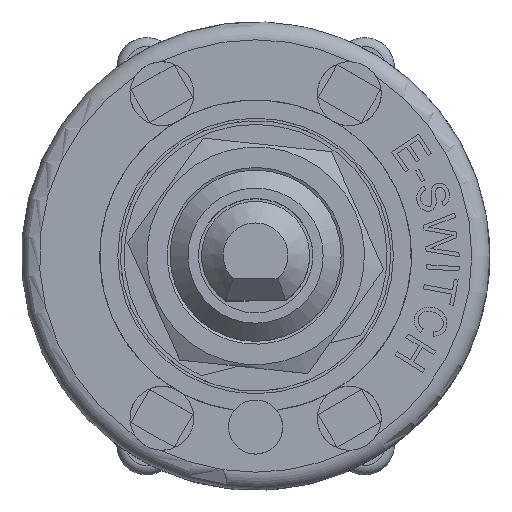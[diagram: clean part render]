
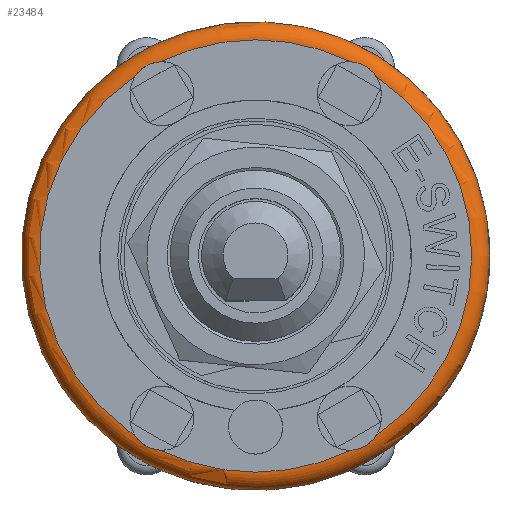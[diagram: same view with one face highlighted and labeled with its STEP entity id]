
A CAD part, top view. The second image highlights one B-rep face of the part: STEP entity #23484.
In plain terms, the highlighted toroidal (fillet/blend) face has major radius 12 mm and minor radius 1 mm.
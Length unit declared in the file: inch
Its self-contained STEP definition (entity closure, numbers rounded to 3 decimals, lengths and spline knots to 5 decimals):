
#22834=CARTESIAN_POINT('',(0.51181,0.0,0.37402));
#22835=VERTEX_POINT('',#22834);
#22836=CARTESIAN_POINT('',(0.0,0.0,0.37402));
#22837=DIRECTION('',(0.0,0.0,1.0));
#22838=DIRECTION('',(-1.0,0.0,0.0));
#22839=AXIS2_PLACEMENT_3D('',#22836,#22837,#22838);
#22840=CIRCLE('',#22839,0.51181);
#22841=EDGE_CURVE('',#22835,#22835,#22840,.T.);
#23084=CARTESIAN_POINT('',(-0.26379,0.39194,0.41339));
#23085=VERTEX_POINT('',#23084);
#23094=CARTESIAN_POINT('',(-0.20753,0.42442,0.41339));
#23095=VERTEX_POINT('',#23094);
#23103=CARTESIAN_POINT('',(-0.26379,0.39194,0.41339));
#23104=CARTESIAN_POINT('',(-0.26063,0.39693,0.41339));
#23105=CARTESIAN_POINT('',(-0.25684,0.40153,0.41318));
#23106=CARTESIAN_POINT('',(-0.25019,0.40776,0.41294));
#23107=CARTESIAN_POINT('',(-0.24774,0.40975,0.41287));
#23108=CARTESIAN_POINT('',(-0.24411,0.41233,0.41281));
#23109=CARTESIAN_POINT('',(-0.24303,0.41306,0.41279));
#23110=CARTESIAN_POINT('',(-0.24115,0.41424,0.41278));
#23111=CARTESIAN_POINT('',(-0.24035,0.41472,0.41278));
#23112=CARTESIAN_POINT('',(-0.23874,0.41565,0.41278));
#23113=CARTESIAN_POINT('',(-0.23791,0.4161,0.41278));
#23114=CARTESIAN_POINT('',(-0.23586,0.41717,0.4128));
#23115=CARTESIAN_POINT('',(-0.23462,0.41777,0.41281));
#23116=CARTESIAN_POINT('',(-0.23029,0.41972,0.41288));
#23117=CARTESIAN_POINT('',(-0.22713,0.42087,0.41296));
#23118=CARTESIAN_POINT('',(-0.2184,0.42336,0.41321));
#23119=CARTESIAN_POINT('',(-0.2129,0.4242,0.41339));
#23120=CARTESIAN_POINT('',(-0.20753,0.42442,0.41339));
#23121=B_SPLINE_CURVE_WITH_KNOTS('',3,(#23103,#23104,#23105,#23106,#23107,#23108,#23109,#23110,#23111,#23112,#23113,#23114,#23115,#23116,#23117,#23118,#23119,#23120),.UNSPECIFIED.,.F.,.U.,(4,2,2,2,2,2,2,2,4),(-0.30321,-0.28459,-0.27477,-0.27072,-0.26786,-0.26495,-0.2607,-0.25033,-0.23279),.UNSPECIFIED.);
#23122=EDGE_CURVE('',#23085,#23095,#23121,.T.);
#23158=CARTESIAN_POINT('',(-0.26379,-0.39194,0.41339));
#23159=VERTEX_POINT('',#23158);
#23169=CARTESIAN_POINT('',(-0.20753,-0.42442,0.41339));
#23170=VERTEX_POINT('',#23169);
#23171=CARTESIAN_POINT('',(-0.20753,-0.42442,0.41339));
#23172=CARTESIAN_POINT('',(-0.21344,-0.42418,0.41339));
#23173=CARTESIAN_POINT('',(-0.21932,-0.42319,0.41318));
#23174=CARTESIAN_POINT('',(-0.22803,-0.42055,0.41294));
#23175=CARTESIAN_POINT('',(-0.23098,-0.41943,0.41287));
#23176=CARTESIAN_POINT('',(-0.23503,-0.41757,0.41281));
#23177=CARTESIAN_POINT('',(-0.2362,-0.417,0.41279));
#23178=CARTESIAN_POINT('',(-0.23817,-0.41596,0.41278));
#23179=CARTESIAN_POINT('',(-0.23898,-0.41551,0.41278));
#23180=CARTESIAN_POINT('',(-0.24059,-0.41458,0.41278));
#23181=CARTESIAN_POINT('',(-0.2414,-0.41409,0.41278));
#23182=CARTESIAN_POINT('',(-0.24335,-0.41285,0.4128));
#23183=CARTESIAN_POINT('',(-0.24449,-0.41207,0.41281));
#23184=CARTESIAN_POINT('',(-0.24834,-0.4093,0.41288));
#23185=CARTESIAN_POINT('',(-0.25092,-0.40713,0.41296));
#23186=CARTESIAN_POINT('',(-0.25744,-0.40082,0.41321));
#23187=CARTESIAN_POINT('',(-0.26092,-0.39648,0.41339));
#23188=CARTESIAN_POINT('',(-0.26379,-0.39194,0.41339));
#23189=B_SPLINE_CURVE_WITH_KNOTS('',3,(#23171,#23172,#23173,#23174,#23175,#23176,#23177,#23178,#23179,#23180,#23181,#23182,#23183,#23184,#23185,#23186,#23187,#23188),.UNSPECIFIED.,.F.,.U.,(4,2,2,2,2,2,2,2,4),(-0.30321,-0.28459,-0.27477,-0.27072,-0.26786,-0.26495,-0.2607,-0.25033,-0.23279),.UNSPECIFIED.);
#23190=EDGE_CURVE('',#23170,#23159,#23189,.T.);
#23258=CARTESIAN_POINT('',(0.20753,-0.42442,0.41339));
#23259=VERTEX_POINT('',#23258);
#23269=CARTESIAN_POINT('',(0.26379,-0.39194,0.41339));
#23270=VERTEX_POINT('',#23269);
#23271=CARTESIAN_POINT('',(0.26379,-0.39194,0.41339));
#23272=CARTESIAN_POINT('',(0.26063,-0.39693,0.41339));
#23273=CARTESIAN_POINT('',(0.25684,-0.40153,0.41318));
#23274=CARTESIAN_POINT('',(0.25019,-0.40776,0.41294));
#23275=CARTESIAN_POINT('',(0.24774,-0.40975,0.41287));
#23276=CARTESIAN_POINT('',(0.24411,-0.41233,0.41281));
#23277=CARTESIAN_POINT('',(0.24303,-0.41306,0.41279));
#23278=CARTESIAN_POINT('',(0.24115,-0.41424,0.41278));
#23279=CARTESIAN_POINT('',(0.24035,-0.41472,0.41278));
#23280=CARTESIAN_POINT('',(0.23874,-0.41565,0.41278));
#23281=CARTESIAN_POINT('',(0.23791,-0.4161,0.41278));
#23282=CARTESIAN_POINT('',(0.23586,-0.41717,0.4128));
#23283=CARTESIAN_POINT('',(0.23462,-0.41777,0.41281));
#23284=CARTESIAN_POINT('',(0.23029,-0.41972,0.41288));
#23285=CARTESIAN_POINT('',(0.22713,-0.42087,0.41296));
#23286=CARTESIAN_POINT('',(0.2184,-0.42336,0.41321));
#23287=CARTESIAN_POINT('',(0.2129,-0.4242,0.41339));
#23288=CARTESIAN_POINT('',(0.20753,-0.42442,0.41339));
#23289=B_SPLINE_CURVE_WITH_KNOTS('',3,(#23271,#23272,#23273,#23274,#23275,#23276,#23277,#23278,#23279,#23280,#23281,#23282,#23283,#23284,#23285,#23286,#23287,#23288),.UNSPECIFIED.,.F.,.U.,(4,2,2,2,2,2,2,2,4),(-0.30321,-0.28459,-0.27477,-0.27072,-0.26786,-0.26495,-0.2607,-0.25033,-0.23279),.UNSPECIFIED.);
#23290=EDGE_CURVE('',#23270,#23259,#23289,.T.);
#23384=CARTESIAN_POINT('',(0.20753,0.42442,0.41339));
#23385=VERTEX_POINT('',#23384);
#23394=CARTESIAN_POINT('',(0.26379,0.39194,0.41339));
#23395=VERTEX_POINT('',#23394);
#23403=CARTESIAN_POINT('',(0.20753,0.42442,0.41339));
#23404=CARTESIAN_POINT('',(0.21344,0.42418,0.41339));
#23405=CARTESIAN_POINT('',(0.21932,0.42319,0.41318));
#23406=CARTESIAN_POINT('',(0.22803,0.42055,0.41294));
#23407=CARTESIAN_POINT('',(0.23098,0.41943,0.41287));
#23408=CARTESIAN_POINT('',(0.23503,0.41757,0.41281));
#23409=CARTESIAN_POINT('',(0.2362,0.417,0.41279));
#23410=CARTESIAN_POINT('',(0.23817,0.41596,0.41278));
#23411=CARTESIAN_POINT('',(0.23898,0.41551,0.41278));
#23412=CARTESIAN_POINT('',(0.24059,0.41458,0.41278));
#23413=CARTESIAN_POINT('',(0.2414,0.41409,0.41278));
#23414=CARTESIAN_POINT('',(0.24335,0.41285,0.4128));
#23415=CARTESIAN_POINT('',(0.24449,0.41207,0.41281));
#23416=CARTESIAN_POINT('',(0.24834,0.4093,0.41288));
#23417=CARTESIAN_POINT('',(0.25092,0.40713,0.41296));
#23418=CARTESIAN_POINT('',(0.25744,0.40082,0.41321));
#23419=CARTESIAN_POINT('',(0.26092,0.39648,0.41339));
#23420=CARTESIAN_POINT('',(0.26379,0.39194,0.41339));
#23421=B_SPLINE_CURVE_WITH_KNOTS('',3,(#23403,#23404,#23405,#23406,#23407,#23408,#23409,#23410,#23411,#23412,#23413,#23414,#23415,#23416,#23417,#23418,#23419,#23420),.UNSPECIFIED.,.F.,.U.,(4,2,2,2,2,2,2,2,4),(-0.30321,-0.28459,-0.27477,-0.27072,-0.26786,-0.26495,-0.2607,-0.25033,-0.23279),.UNSPECIFIED.);
#23422=EDGE_CURVE('',#23385,#23395,#23421,.T.);
#23442=CARTESIAN_POINT('',(0.0,0.0,0.37402));
#23443=DIRECTION('',(0.0,0.0,-1.0));
#23444=DIRECTION('',(-1.0,0.0,0.0));
#23445=AXIS2_PLACEMENT_3D('',#23442,#23443,#23444);
#23446=TOROIDAL_SURFACE('',#23445,0.47244,0.03937);
#23447=ORIENTED_EDGE('',*,*,#22841,.T.);
#23448=EDGE_LOOP('',(#23447));
#23449=FACE_OUTER_BOUND('',#23448,.T.);
#23450=CARTESIAN_POINT('',(0.0,0.0,0.41339));
#23451=DIRECTION('',(0.0,0.0,-1.0));
#23452=DIRECTION('',(-1.0,0.0,0.0));
#23453=AXIS2_PLACEMENT_3D('',#23450,#23451,#23452);
#23454=CIRCLE('',#23453,0.47244);
#23455=EDGE_CURVE('',#23159,#23085,#23454,.T.);
#23456=ORIENTED_EDGE('',*,*,#23455,.T.);
#23457=ORIENTED_EDGE('',*,*,#23122,.T.);
#23458=CARTESIAN_POINT('',(0.0,0.0,0.41339));
#23459=DIRECTION('',(0.0,0.0,-1.0));
#23460=DIRECTION('',(-1.0,0.0,0.0));
#23461=AXIS2_PLACEMENT_3D('',#23458,#23459,#23460);
#23462=CIRCLE('',#23461,0.47244);
#23463=EDGE_CURVE('',#23095,#23385,#23462,.T.);
#23464=ORIENTED_EDGE('',*,*,#23463,.T.);
#23465=ORIENTED_EDGE('',*,*,#23422,.T.);
#23466=CARTESIAN_POINT('',(0.0,0.0,0.41339));
#23467=DIRECTION('',(0.0,0.0,-1.0));
#23468=DIRECTION('',(-1.0,0.0,0.0));
#23469=AXIS2_PLACEMENT_3D('',#23466,#23467,#23468);
#23470=CIRCLE('',#23469,0.47244);
#23471=EDGE_CURVE('',#23395,#23270,#23470,.T.);
#23472=ORIENTED_EDGE('',*,*,#23471,.T.);
#23473=ORIENTED_EDGE('',*,*,#23290,.T.);
#23474=CARTESIAN_POINT('',(0.0,0.0,0.41339));
#23475=DIRECTION('',(0.0,0.0,-1.0));
#23476=DIRECTION('',(-1.0,0.0,0.0));
#23477=AXIS2_PLACEMENT_3D('',#23474,#23475,#23476);
#23478=CIRCLE('',#23477,0.47244);
#23479=EDGE_CURVE('',#23259,#23170,#23478,.T.);
#23480=ORIENTED_EDGE('',*,*,#23479,.T.);
#23481=ORIENTED_EDGE('',*,*,#23190,.T.);
#23482=EDGE_LOOP('',(#23456,#23457,#23464,#23465,#23472,#23473,#23480,#23481));
#23483=FACE_BOUND('',#23482,.T.);
#23484=ADVANCED_FACE('',(#23449,#23483),#23446,.T.);
